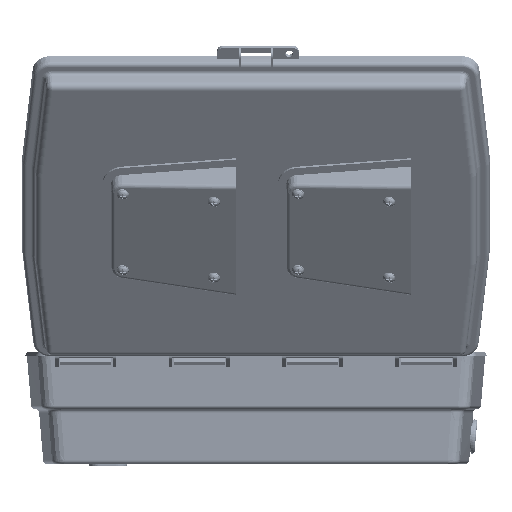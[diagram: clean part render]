
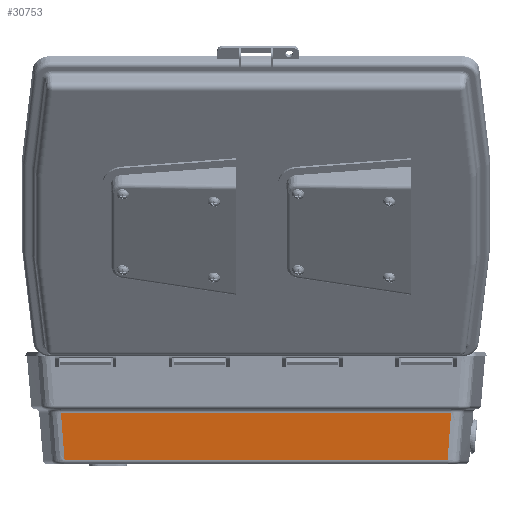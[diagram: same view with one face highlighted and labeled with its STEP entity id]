
A CAD part, left-side view. The second image highlights one B-rep face of the part: STEP entity #30753.
In plain terms, the highlighted face is planar.
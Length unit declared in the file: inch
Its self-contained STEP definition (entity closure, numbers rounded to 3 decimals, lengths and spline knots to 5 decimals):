
#1464 = VERTEX_POINT ( 'NONE', #15028 ) ;
#6860 = CARTESIAN_POINT ( 'NONE',  ( 4.89934, -5.98596, -1.10954 ) ) ;
#8420 = CARTESIAN_POINT ( 'NONE',  ( 4.87854, 5.96784, -0.87176 ) ) ;
#15028 = CARTESIAN_POINT ( 'NONE',  ( 4.8117, 5.90959, -0.10782 ) ) ;
#16914 = PLANE ( 'NONE',  #60349 ) ;
#17610 = VERTEX_POINT ( 'NONE', #27326 ) ;
#23739 = B_SPLINE_CURVE_WITH_KNOTS ( 'NONE', 3,
 ( #115264, #70752, #50916, #8420, #61313, #92848, #113899 ),
 .UNSPECIFIED., .F., .F.,
 ( 4, 3, 4 ),
 ( 0.00276, 0.021, 0.04053 ),
 .UNSPECIFIED. ) ;
#26943 = CARTESIAN_POINT ( 'NONE',  ( 4.85626, -5.94844, -0.61711 ) ) ;
#27326 = CARTESIAN_POINT ( 'NONE',  ( 4.94094, 6.02214, -1.5851 ) ) ;
#28774 = CARTESIAN_POINT ( 'NONE',  ( 4.87854, -5.96784, -0.87176 ) ) ;
#30375 = DIRECTION ( 'NONE',  ( 0.996, 0., 0.087 ) ) ;
#30753 = ADVANCED_FACE ( 'NONE', ( #42353 ), #16914, .T. ) ;
#31314 = CARTESIAN_POINT ( 'NONE',  ( 4.94094, -6.02214, -1.5851 ) ) ;
#35965 = EDGE_CURVE ( 'NONE', #107382, #82331, #62291, .T. ) ;
#36485 = EDGE_CURVE ( 'NONE', #82331, #17610, #92161, .T. ) ;
#36885 = CARTESIAN_POINT ( 'NONE',  ( 4.8117, 6.2418, -0.10782 ) ) ;
#42353 = FACE_OUTER_BOUND ( 'NONE', #50661, .T. ) ;
#46671 = VECTOR ( 'NONE', #65991, 39.37008 ) ;
#50661 = EDGE_LOOP ( 'NONE', ( #111906, #51973, #125551, #134548 ) ) ;
#50916 = CARTESIAN_POINT ( 'NONE',  ( 4.89934, 5.98596, -1.10954 ) ) ;
#51973 = ORIENTED_EDGE ( 'NONE', *, *, #36485, .T. ) ;
#60349 = AXIS2_PLACEMENT_3D ( 'NONE', #84785, #30375, #115718 ) ;
#60636 = CARTESIAN_POINT ( 'NONE',  ( 4.8117, -5.90959, -0.10782 ) ) ;
#61313 = CARTESIAN_POINT ( 'NONE',  ( 4.85626, 5.94844, -0.61711 ) ) ;
#62291 = B_SPLINE_CURVE_WITH_KNOTS ( 'NONE', 3,
 ( #60636, #103409, #26943, #28774, #6860, #81798, #134770 ),
 .UNSPECIFIED., .F., .F.,
 ( 4, 3, 4 ),
 ( 0.00276, 0.02229, 0.04053 ),
 .UNSPECIFIED. ) ;
#65991 = DIRECTION ( 'NONE',  ( 0., 1., 0. ) ) ;
#70752 = CARTESIAN_POINT ( 'NONE',  ( 4.92014, 6.00406, -1.34732 ) ) ;
#71962 = LINE ( 'NONE', #36885, #134177 ) ;
#75603 = CARTESIAN_POINT ( 'NONE',  ( 4.8117, -5.90959, -0.10782 ) ) ;
#77739 = CARTESIAN_POINT ( 'NONE',  ( 4.94094, 6.2418, -1.5851 ) ) ;
#81798 = CARTESIAN_POINT ( 'NONE',  ( 4.92014, -6.00406, -1.34732 ) ) ;
#82331 = VERTEX_POINT ( 'NONE', #31314 ) ;
#84785 = CARTESIAN_POINT ( 'NONE',  ( 4.80227, 6.2418, 0. ) ) ;
#90441 = DIRECTION ( 'NONE',  ( 0., -1., 0. ) ) ;
#92161 = LINE ( 'NONE', #77739, #46671 ) ;
#92848 = CARTESIAN_POINT ( 'NONE',  ( 4.83398, 5.92902, -0.36246 ) ) ;
#103409 = CARTESIAN_POINT ( 'NONE',  ( 4.83398, -5.92902, -0.36246 ) ) ;
#104166 = EDGE_CURVE ( 'NONE', #17610, #1464, #23739, .T. ) ;
#107382 = VERTEX_POINT ( 'NONE', #75603 ) ;
#111906 = ORIENTED_EDGE ( 'NONE', *, *, #35965, .T. ) ;
#113899 = CARTESIAN_POINT ( 'NONE',  ( 4.8117, 5.90959, -0.10782 ) ) ;
#115264 = CARTESIAN_POINT ( 'NONE',  ( 4.94094, 6.02214, -1.5851 ) ) ;
#115718 = DIRECTION ( 'NONE',  ( 0.087, 0., -0.996 ) ) ;
#125551 = ORIENTED_EDGE ( 'NONE', *, *, #104166, .T. ) ;
#128769 = EDGE_CURVE ( 'NONE', #1464, #107382, #71962, .T. ) ;
#134177 = VECTOR ( 'NONE', #90441, 39.37008 ) ;
#134548 = ORIENTED_EDGE ( 'NONE', *, *, #128769, .T. ) ;
#134770 = CARTESIAN_POINT ( 'NONE',  ( 4.94094, -6.02214, -1.5851 ) ) ;
